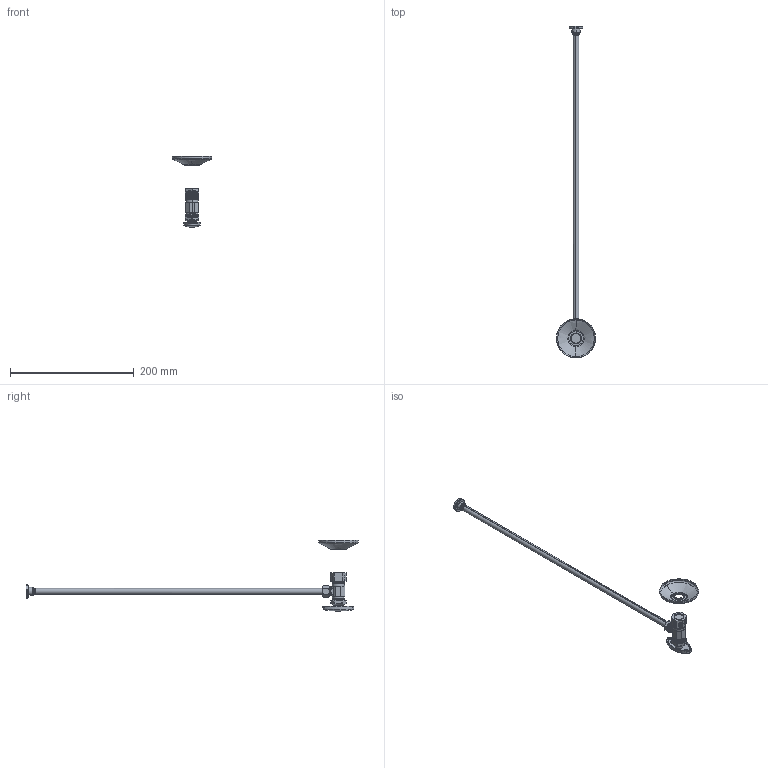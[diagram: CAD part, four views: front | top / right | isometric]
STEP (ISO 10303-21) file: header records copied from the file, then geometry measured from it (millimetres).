
FILE_DESCRIPTION((''),'2;1');
FILE_NAME('482','2021-06-17T13:21:11',('NSantos'),(''),'CREO PARAMETRIC BY PTC INC, 2018500','CREO PARAMETRIC BY PTC INC, 2018500','');
FILE_SCHEMA(('CONFIG_CONTROL_DESIGN'));
Length unit declared in the file: inch
Products named in the file (1): 482
Bounding box: 63.5 x 537.34 x 115.55 mm (x, y, z)
Volume: 25415.1 mm3; surface area: 78343.2 mm2
Topology: 3 solids, 14 shells, 694 faces, 1789 edges, 1128 vertices
Faces by surface type: cylinder 245, plane 219, bspline 116, cone 79, torus 31, sphere 3, extrusion 1
Entity records: 37436 total; most frequent: CARTESIAN_POINT 21906, ORIENTED_EDGE 3515, DIRECTION 2731, EDGE_CURVE 1781, VERTEX_POINT 1128, AXIS2_PLACEMENT_3D 1047, EDGE_LOOP 735, FACE_OUTER_BOUND 694
